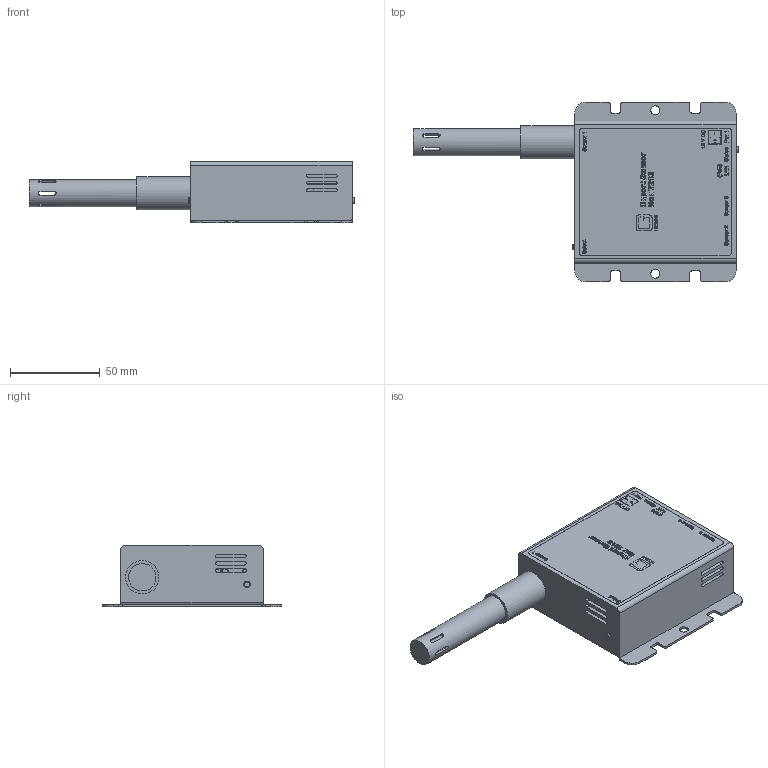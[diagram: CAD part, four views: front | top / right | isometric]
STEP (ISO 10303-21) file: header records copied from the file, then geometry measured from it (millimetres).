
FILE_DESCRIPTION(/* description */ (''),/* implementation_level */ '2;1');
FILE_NAME(/* name */ 'Expert_Sensor_Box_7213_v231019.step',/* time_stamp */ '2023-10-19T11:13:56+02:00',/* author */ (''),/* organization */ (''),/* preprocessor_version */ 'ST-DEVELOPER v20',/* originating_system */ 'Autodesk Translation Framework v12.14.0.127',/* authorisation */ '');
FILE_SCHEMA (('AUTOMOTIVE_DESIGN { 1 0 10303 214 3 1 1 }'));
Products named in the file (23): Expert_Sensor_Box_7213_v231019; case; cover; led; button; 2pins; lan; Component1; button_1; led_1; Component2; Component2(Mirror); sen; sen_1; Component1_1; button_2; led_2; Component2_1; Component2(Mirror)_1; sensor_tube; Component1_2; sticker; Component1_3
Assembly tree (27 placements, depth 3):
  Expert_Sensor_Box_7213_v231019
    case
    cover
    led
    button
    2pins
    lan
      Component1
      button_1
      led_1
      Component2
      Component2(Mirror)
    sen
      Component1_1
      button_2
      led_2
      Component2_1
      Component2(Mirror)_1
    sen_1
      Component1_1
      button_2
      led_2
      Component2_1
      Component2(Mirror)_1
    sensor_tube
      Component1_2
    sticker
      Component1_3
Bounding box: 181.5 x 100 x 34.45 mm (x, y, z)
Volume: 214838 mm3; surface area: 97251.1 mm2
Topology: 120 solids, 120 shells, 2567 faces, 6844 edges, 4533 vertices
Faces by surface type: plane 1386, bspline 1030, cylinder 143, torus 4, cone 4
Full cylindrical faces by diameter (mm): 3 x2, 3.65 x1, 3.8 x1, 5 x2, 12.2 x2, 15.2 x1, 18.6 x1
Entity records: 92830 total; most frequent: CARTESIAN_POINT 39509, ORIENTED_EDGE 12700, DIRECTION 7374, EDGE_CURVE 6350, VERTEX_POINT 4214, LINE 3966, VECTOR 3966, EDGE_LOOP 2472
